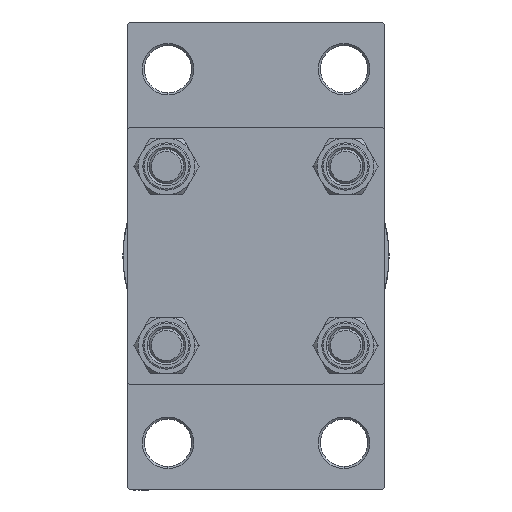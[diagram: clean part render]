
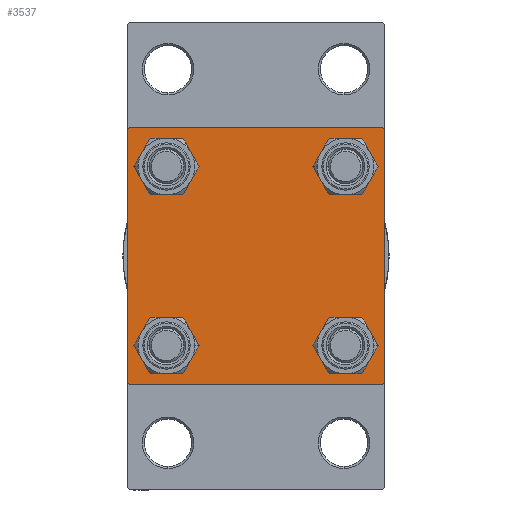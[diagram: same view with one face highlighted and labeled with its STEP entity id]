
A CAD part, left-side view. The second image highlights one B-rep face of the part: STEP entity #3537.
In plain terms, the highlighted planar face has unit normal (-1, 0, 0).
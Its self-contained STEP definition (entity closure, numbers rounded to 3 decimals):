
#445 = LINE ( 'NONE', #19802, #31133 ) ;
#454 = FACE_BOUND ( 'NONE', #19570, .T. ) ;
#797 = DIRECTION ( 'NONE',  ( 0., 0., 1. ) ) ;
#886 = ORIENTED_EDGE ( 'NONE', *, *, #33071, .T. ) ;
#1175 = VECTOR ( 'NONE', #15348, 1000. ) ;
#1572 = EDGE_LOOP ( 'NONE', ( #40879, #25038 ) ) ;
#1708 = DIRECTION ( 'NONE',  ( 0., 0., -1. ) ) ;
#1783 = VERTEX_POINT ( 'NONE', #30958 ) ;
#2284 = VECTOR ( 'NONE', #40646, 1000. ) ;
#2695 = EDGE_CURVE ( 'NONE', #42504, #1783, #9302, .T. ) ;
#2778 = VERTEX_POINT ( 'NONE', #14359 ) ;
#2847 = ORIENTED_EDGE ( 'NONE', *, *, #46230, .T. ) ;
#3109 = ORIENTED_EDGE ( 'NONE', *, *, #15621, .T. ) ;
#3195 = CARTESIAN_POINT ( 'NONE',  ( 0., 30., 30. ) ) ;
#3537 = ADVANCED_FACE ( 'NONE', ( #7614, #7857, #454, #43022, #39455 ), #23379, .T. ) ;
#3782 = DIRECTION ( 'NONE',  ( -1., 0., 0. ) ) ;
#4119 = ORIENTED_EDGE ( 'NONE', *, *, #2695, .F. ) ;
#4366 = ORIENTED_EDGE ( 'NONE', *, *, #28035, .T. ) ;
#4469 = CARTESIAN_POINT ( 'NONE',  ( 0., 20.85, -20.85 ) ) ;
#4648 = DIRECTION ( 'NONE',  ( 1., 0., 0. ) ) ;
#5049 = DIRECTION ( 'NONE',  ( 1., 0., 0. ) ) ;
#5133 = CARTESIAN_POINT ( 'NONE',  ( 0., 20.85, 20.85 ) ) ;
#5185 = EDGE_CURVE ( 'NONE', #48470, #7605, #47122, .T. ) ;
#5327 = AXIS2_PLACEMENT_3D ( 'NONE', #24954, #28271, #9175 ) ;
#6134 = VERTEX_POINT ( 'NONE', #6375 ) ;
#6375 = CARTESIAN_POINT ( 'NONE',  ( 0., 20.85, 25.35 ) ) ;
#6467 = CARTESIAN_POINT ( 'NONE',  ( 0., 30., -29.5 ) ) ;
#6866 = EDGE_CURVE ( 'NONE', #37177, #1783, #12334, .T. ) ;
#7605 = VERTEX_POINT ( 'NONE', #17775 ) ;
#7614 = FACE_BOUND ( 'NONE', #1572, .T. ) ;
#7857 = FACE_BOUND ( 'NONE', #18335, .T. ) ;
#9024 = ORIENTED_EDGE ( 'NONE', *, *, #36652, .T. ) ;
#9175 = DIRECTION ( 'NONE',  ( 0., 0., 1. ) ) ;
#9302 = LINE ( 'NONE', #24833, #2284 ) ;
#10123 = AXIS2_PLACEMENT_3D ( 'NONE', #4469, #43708, #35534 ) ;
#10842 = DIRECTION ( 'NONE',  ( 0., 0., -1. ) ) ;
#11149 = AXIS2_PLACEMENT_3D ( 'NONE', #34617, #46372, #19079 ) ;
#12334 = LINE ( 'NONE', #44433, #44623 ) ;
#12553 = CARTESIAN_POINT ( 'NONE',  ( 0., -20.85, 20.85 ) ) ;
#12644 = ORIENTED_EDGE ( 'NONE', *, *, #14644, .T. ) ;
#12737 = EDGE_CURVE ( 'NONE', #37177, #48970, #21555, .T. ) ;
#12803 = ORIENTED_EDGE ( 'NONE', *, *, #33581, .T. ) ;
#13892 = VERTEX_POINT ( 'NONE', #48686 ) ;
#14272 = CARTESIAN_POINT ( 'NONE',  ( 0., 20.85, 20.85 ) ) ;
#14359 = CARTESIAN_POINT ( 'NONE',  ( 0., 20.85, 16.35 ) ) ;
#14520 = DIRECTION ( 'NONE',  ( 0., 0., 1. ) ) ;
#14644 = EDGE_CURVE ( 'NONE', #6134, #2778, #50372, .T. ) ;
#14648 = ORIENTED_EDGE ( 'NONE', *, *, #16584, .T. ) ;
#14889 = CARTESIAN_POINT ( 'NONE',  ( 0., 29.5, 30. ) ) ;
#14916 = DIRECTION ( 'NONE',  ( 0., 0., 1. ) ) ;
#15348 = DIRECTION ( 'NONE',  ( 0., 0.707, -0.707 ) ) ;
#15621 = EDGE_CURVE ( 'NONE', #25904, #15983, #30696, .T. ) ;
#15928 = ORIENTED_EDGE ( 'NONE', *, *, #5185, .T. ) ;
#15983 = VERTEX_POINT ( 'NONE', #6467 ) ;
#16563 = EDGE_LOOP ( 'NONE', ( #3109, #9024, #40809, #12803, #48588, #41145, #4119, #31197 ) ) ;
#16584 = EDGE_CURVE ( 'NONE', #43553, #24568, #19497, .T. ) ;
#17775 = CARTESIAN_POINT ( 'NONE',  ( 0., -20.85, -25.35 ) ) ;
#18137 = CIRCLE ( 'NONE', #37682, 4.5 ) ;
#18221 = CIRCLE ( 'NONE', #20652, 4.5 ) ;
#18335 = EDGE_LOOP ( 'NONE', ( #15928, #886 ) ) ;
#18598 = AXIS2_PLACEMENT_3D ( 'NONE', #38955, #3782, #34342 ) ;
#19079 = DIRECTION ( 'NONE',  ( 0., 0., 1. ) ) ;
#19467 = CARTESIAN_POINT ( 'NONE',  ( 0., 20.85, -25.35 ) ) ;
#19497 = CIRCLE ( 'NONE', #46408, 4.5 ) ;
#19570 = EDGE_LOOP ( 'NONE', ( #2847, #14648 ) ) ;
#19802 = CARTESIAN_POINT ( 'NONE',  ( 0., 30., -30. ) ) ;
#20179 = DIRECTION ( 'NONE',  ( 0., 0., 1. ) ) ;
#20652 = AXIS2_PLACEMENT_3D ( 'NONE', #12553, #4648, #20179 ) ;
#21555 = LINE ( 'NONE', #36608, #47855 ) ;
#22946 = EDGE_CURVE ( 'NONE', #35744, #31127, #445, .T. ) ;
#23187 = EDGE_LOOP ( 'NONE', ( #12644, #4366 ) ) ;
#23379 = PLANE ( 'NONE',  #18598 ) ;
#23503 = AXIS2_PLACEMENT_3D ( 'NONE', #14272, #29802, #14520 ) ;
#24102 = LINE ( 'NONE', #48072, #47749 ) ;
#24568 = VERTEX_POINT ( 'NONE', #29863 ) ;
#24833 = CARTESIAN_POINT ( 'NONE',  ( 0., 30., 30. ) ) ;
#24954 = CARTESIAN_POINT ( 'NONE',  ( 0., -20.85, 20.85 ) ) ;
#25038 = ORIENTED_EDGE ( 'NONE', *, *, #48653, .T. ) ;
#25164 = DIRECTION ( 'NONE',  ( 0., 0., 1. ) ) ;
#25904 = VERTEX_POINT ( 'NONE', #46886 ) ;
#27449 = DIRECTION ( 'NONE',  ( 0., -1., 0. ) ) ;
#28035 = EDGE_CURVE ( 'NONE', #2778, #6134, #18137, .T. ) ;
#28271 = DIRECTION ( 'NONE',  ( 1., 0., 0. ) ) ;
#29802 = DIRECTION ( 'NONE',  ( 1., 0., 0. ) ) ;
#29863 = CARTESIAN_POINT ( 'NONE',  ( 0., 20.85, -16.35 ) ) ;
#30404 = CARTESIAN_POINT ( 'NONE',  ( 0., -30., -29.5 ) ) ;
#30696 = LINE ( 'NONE', #3195, #50411 ) ;
#30958 = CARTESIAN_POINT ( 'NONE',  ( 0., -29.5, 30. ) ) ;
#31127 = VERTEX_POINT ( 'NONE', #49555 ) ;
#31133 = VECTOR ( 'NONE', #27449, 1000. ) ;
#31186 = VERTEX_POINT ( 'NONE', #41160 ) ;
#31197 = ORIENTED_EDGE ( 'NONE', *, *, #43790, .T. ) ;
#32292 = CARTESIAN_POINT ( 'NONE',  ( 0., -20.85, -20.85 ) ) ;
#33071 = EDGE_CURVE ( 'NONE', #7605, #48470, #42077, .T. ) ;
#33197 = DIRECTION ( 'NONE',  ( 0., -0.707, -0.707 ) ) ;
#33581 = EDGE_CURVE ( 'NONE', #31127, #48970, #24102, .T. ) ;
#34342 = DIRECTION ( 'NONE',  ( 0., 0., 1. ) ) ;
#34617 = CARTESIAN_POINT ( 'NONE',  ( 0., -20.85, -20.85 ) ) ;
#35534 = DIRECTION ( 'NONE',  ( 0., 0., 1. ) ) ;
#35744 = VERTEX_POINT ( 'NONE', #43672 ) ;
#36010 = DIRECTION ( 'NONE',  ( 0., 0.707, 0.707 ) ) ;
#36608 = CARTESIAN_POINT ( 'NONE',  ( 0., -30., 30. ) ) ;
#36652 = EDGE_CURVE ( 'NONE', #15983, #35744, #45187, .T. ) ;
#37177 = VERTEX_POINT ( 'NONE', #40255 ) ;
#37682 = AXIS2_PLACEMENT_3D ( 'NONE', #5133, #43609, #797 ) ;
#38551 = CARTESIAN_POINT ( 'NONE',  ( 0., 29.75, 29.75 ) ) ;
#38609 = CIRCLE ( 'NONE', #10123, 4.5 ) ;
#38955 = CARTESIAN_POINT ( 'NONE',  ( 0., 0., 0. ) ) ;
#39167 = DIRECTION ( 'NONE',  ( 0., -0.707, 0.707 ) ) ;
#39455 = FACE_OUTER_BOUND ( 'NONE', #16563, .T. ) ;
#39833 = CARTESIAN_POINT ( 'NONE',  ( 0., -20.85, -16.35 ) ) ;
#40255 = CARTESIAN_POINT ( 'NONE',  ( 0., -30., 29.5 ) ) ;
#40646 = DIRECTION ( 'NONE',  ( 0., -1., 0. ) ) ;
#40809 = ORIENTED_EDGE ( 'NONE', *, *, #22946, .T. ) ;
#40879 = ORIENTED_EDGE ( 'NONE', *, *, #45387, .T. ) ;
#41145 = ORIENTED_EDGE ( 'NONE', *, *, #6866, .T. ) ;
#41160 = CARTESIAN_POINT ( 'NONE',  ( 0., -20.85, 16.35 ) ) ;
#42077 = CIRCLE ( 'NONE', #11149, 4.5 ) ;
#42504 = VERTEX_POINT ( 'NONE', #14889 ) ;
#43022 = FACE_BOUND ( 'NONE', #23187, .T. ) ;
#43118 = LINE ( 'NONE', #38551, #1175 ) ;
#43553 = VERTEX_POINT ( 'NONE', #19467 ) ;
#43609 = DIRECTION ( 'NONE',  ( 1., 0., 0. ) ) ;
#43672 = CARTESIAN_POINT ( 'NONE',  ( 0., 29.5, -30. ) ) ;
#43708 = DIRECTION ( 'NONE',  ( 1., 0., 0. ) ) ;
#43790 = EDGE_CURVE ( 'NONE', #42504, #25904, #43118, .T. ) ;
#44433 = CARTESIAN_POINT ( 'NONE',  ( 0., -29.75, 29.75 ) ) ;
#44623 = VECTOR ( 'NONE', #36010, 1000. ) ;
#45185 = CIRCLE ( 'NONE', #5327, 4.5 ) ;
#45187 = LINE ( 'NONE', #49269, #48120 ) ;
#45387 = EDGE_CURVE ( 'NONE', #13892, #31186, #18221, .T. ) ;
#45763 = CARTESIAN_POINT ( 'NONE',  ( 0., 20.85, -20.85 ) ) ;
#46230 = EDGE_CURVE ( 'NONE', #24568, #43553, #38609, .T. ) ;
#46372 = DIRECTION ( 'NONE',  ( 1., 0., 0. ) ) ;
#46408 = AXIS2_PLACEMENT_3D ( 'NONE', #45763, #49837, #14916 ) ;
#46886 = CARTESIAN_POINT ( 'NONE',  ( 0., 30., 29.5 ) ) ;
#47122 = CIRCLE ( 'NONE', #48784, 4.5 ) ;
#47749 = VECTOR ( 'NONE', #39167, 1000. ) ;
#47855 = VECTOR ( 'NONE', #1708, 1000. ) ;
#48072 = CARTESIAN_POINT ( 'NONE',  ( 0., -29.75, -29.75 ) ) ;
#48120 = VECTOR ( 'NONE', #33197, 1000. ) ;
#48470 = VERTEX_POINT ( 'NONE', #39833 ) ;
#48588 = ORIENTED_EDGE ( 'NONE', *, *, #12737, .F. ) ;
#48653 = EDGE_CURVE ( 'NONE', #31186, #13892, #45185, .T. ) ;
#48686 = CARTESIAN_POINT ( 'NONE',  ( 0., -20.85, 25.35 ) ) ;
#48784 = AXIS2_PLACEMENT_3D ( 'NONE', #32292, #5049, #25164 ) ;
#48970 = VERTEX_POINT ( 'NONE', #30404 ) ;
#49269 = CARTESIAN_POINT ( 'NONE',  ( 0., 29.75, -29.75 ) ) ;
#49555 = CARTESIAN_POINT ( 'NONE',  ( 0., -29.5, -30. ) ) ;
#49837 = DIRECTION ( 'NONE',  ( 1., 0., 0. ) ) ;
#50372 = CIRCLE ( 'NONE', #23503, 4.5 ) ;
#50411 = VECTOR ( 'NONE', #10842, 1000. ) ;
